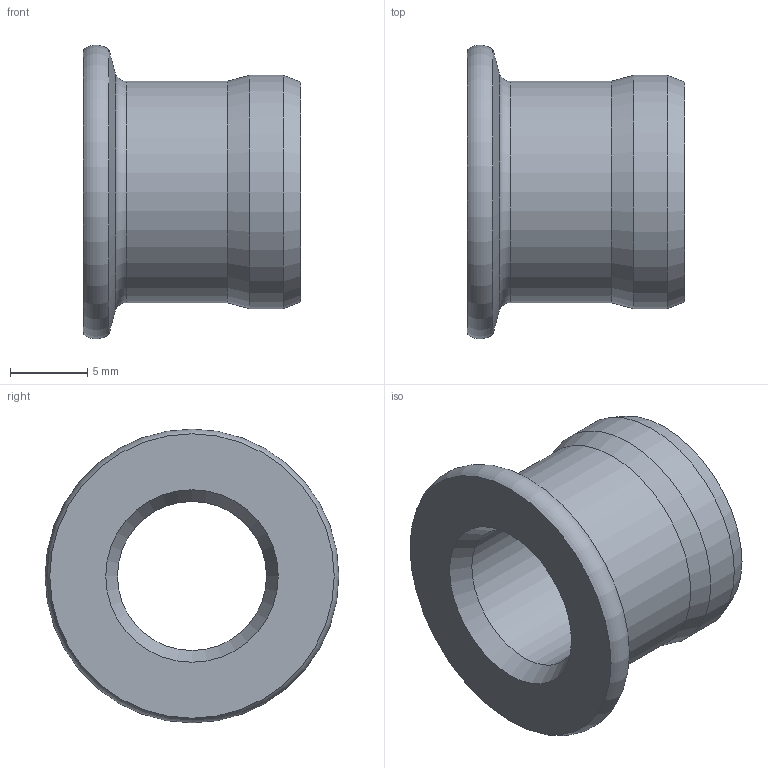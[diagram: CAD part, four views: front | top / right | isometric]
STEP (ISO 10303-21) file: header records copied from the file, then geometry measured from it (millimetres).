
FILE_DESCRIPTION (( 'STEP AP203' ), '1' );
FILE_NAME ('BTC_BTC2-( )12.STEP', '2021-08-13T19:04:00', ( '' ), ( '' ), 'SwSTEP 2.0', 'SolidWorks 2018', '' );
FILE_SCHEMA (( 'CONFIG_CONTROL_DESIGN' ));
Length unit declared in the file: inch
Products named in the file (1): BTC_BTC2-( )12
Bounding box: 14.1 x 19.05 x 19.05 mm (x, y, z)
Volume: 1468.8 mm3; surface area: 1450.3 mm2
Topology: 1 solids, 1 shells, 13 faces, 24 edges, 13 vertices
Faces by surface type: cone 5, cylinder 4, torus 2, plane 2
Full cylindrical faces by diameter (mm): 9.665 x1, 10.541 x1, 14.364 x1, 15.138 x1
Entity records: 347 total; most frequent: DIRECTION 54, CARTESIAN_POINT 40, AXIS2_PLACEMENT_3D 27, ORIENTED_EDGE 26, EDGE_LOOP 26, FACE_OUTER_BOUND 19, VERTEX_POINT 13, ADVANCED_FACE 13
